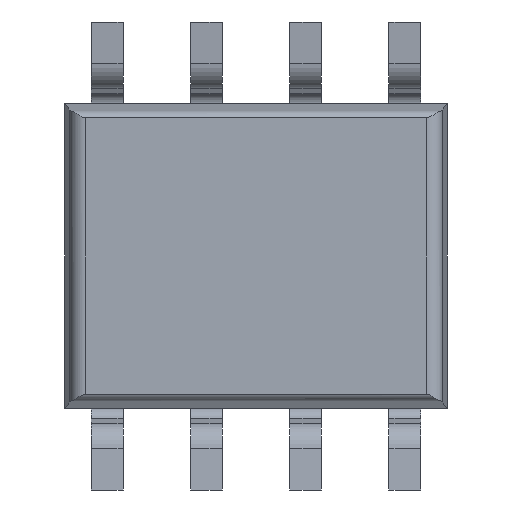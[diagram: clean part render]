
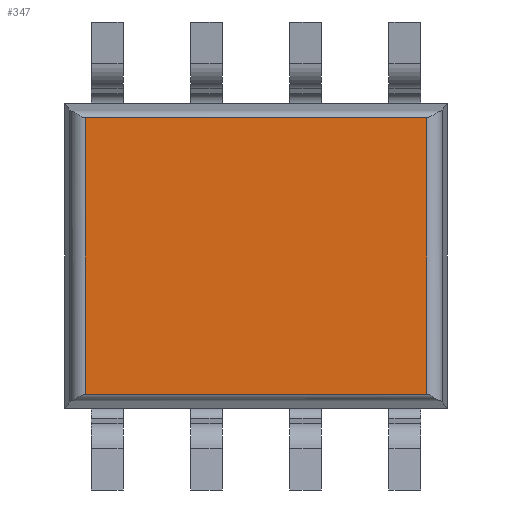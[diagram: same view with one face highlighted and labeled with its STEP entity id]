
A CAD part, front view. The second image highlights one B-rep face of the part: STEP entity #347.
In plain terms, the highlighted planar face has unit normal (0, -1, 0).
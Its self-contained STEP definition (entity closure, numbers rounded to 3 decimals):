
#347=ADVANCED_FACE('',(#707),#708,.T.);
#707=FACE_OUTER_BOUND('',#1068,.T.);
#708=PLANE('',#1069);
#1068=EDGE_LOOP('',(#2090,#2091,#2092,#2093));
#1069=AXIS2_PLACEMENT_3D('',#2094,#2095,#2096);
#2090=ORIENTED_EDGE('',*,*,#2594,.T.);
#2091=ORIENTED_EDGE('',*,*,#2570,.F.);
#2092=ORIENTED_EDGE('',*,*,#2595,.T.);
#2093=ORIENTED_EDGE('',*,*,#2589,.T.);
#2094=CARTESIAN_POINT('',(2.451,0.138,1.949));
#2095=DIRECTION('',(0.,-1.0,0.));
#2096=DIRECTION('',(-1.0,0.,0.));
#2570=EDGE_CURVE('',#3193,#3187,#3195,.T.);
#2589=EDGE_CURVE('',#3222,#3220,#3223,.T.);
#2594=EDGE_CURVE('',#3220,#3187,#3229,.T.);
#2595=EDGE_CURVE('',#3193,#3222,#3230,.T.);
#3187=VERTEX_POINT('',#4053);
#3193=VERTEX_POINT('',#4070);
#3195=LINE('',#4083,#4084);
#3220=VERTEX_POINT('',#4136);
#3222=VERTEX_POINT('',#4149);
#3223=LINE('',#4150,#4151);
#3229=LINE('',#4168,#4169);
#3230=LINE('',#4170,#4171);
#4053=CARTESIAN_POINT('',(4.639,0.138,-1.772));
#4070=CARTESIAN_POINT('',(4.639,0.138,1.772));
#4083=CARTESIAN_POINT('',(4.639,0.138,1.949));
#4084=VECTOR('',#4621,1.0);
#4136=CARTESIAN_POINT('',(0.263,0.138,-1.772));
#4149=CARTESIAN_POINT('',(0.263,0.138,1.772));
#4150=CARTESIAN_POINT('',(0.263,0.138,1.949));
#4151=VECTOR('',#4635,1.0);
#4168=CARTESIAN_POINT('',(2.451,0.138,-1.772));
#4169=VECTOR('',#4642,1.0);
#4170=CARTESIAN_POINT('',(2.451,0.138,1.772));
#4171=VECTOR('',#4643,1.0);
#4621=DIRECTION('',(0.,0.0,-1.0));
#4635=DIRECTION('',(0.,0.0,-1.0));
#4642=DIRECTION('',(1.0,0.0,0.));
#4643=DIRECTION('',(-1.0,-0.0,0.));
